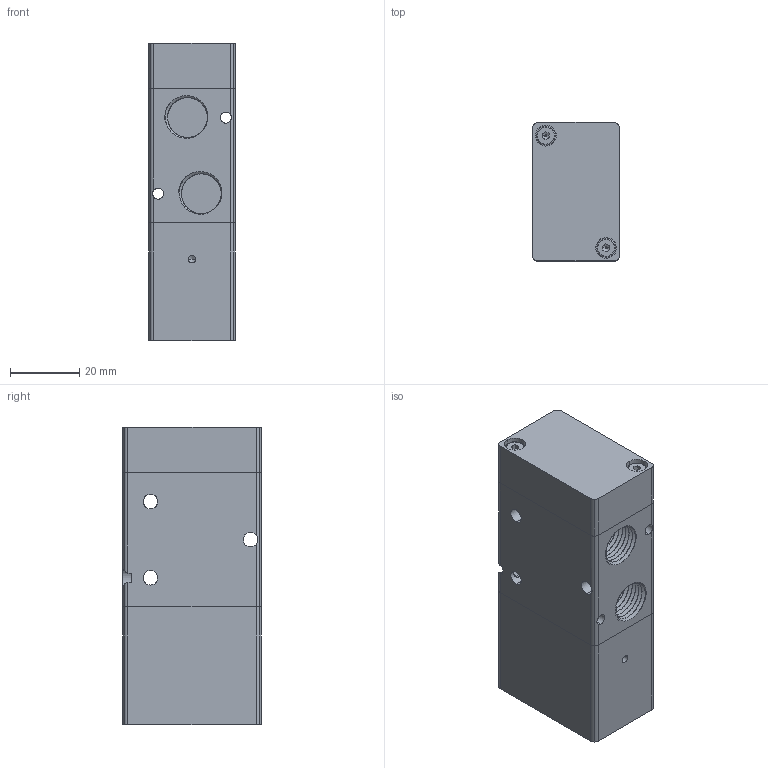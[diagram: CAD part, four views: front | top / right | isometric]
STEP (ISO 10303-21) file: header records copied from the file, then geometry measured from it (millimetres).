
FILE_DESCRIPTION((''),'2;1');
FILE_NAME('01_009_4.stp','2003-01-01T20:37:32',('Branislav Petkovic'),('AZ Pneumatica'),'AutoCAD STEP 2000i','AutoCAD 2000i','Via J. F. Kennedy, 26, 20020 Misinto (MI), ITALY');
FILE_SCHEMA(('CONFIG_CONTROL_DESIGN'));
Length unit declared in the file: millimetre
Products named in the file (7): 01_009_4; X22 PNEUMATIKA-OR; PART2; 322 TELO; PART1; X22 OPRUGA; PART2A
Assembly tree (6 placements, depth 3):
  01_009_4
    X22 PNEUMATIKA-OR
      PART2
    322 TELO
      PART1
    X22 OPRUGA
      PART2A
Bounding box: 25 x 40 x 85.8 mm (x, y, z)
Surface area: 22185.1 mm2 (no closed solid volume)
Topology: 0 solids, 3 shells, 360 faces, 1013 edges, 673 vertices
Faces by surface type: cylinder 256, plane 73, bspline 18, cone 13
Entity records: 26222 total; most frequent: CARTESIAN_POINT 17446, ORIENTED_EDGE 2022, DIRECTION 1502, EDGE_CURVE 1011, VERTEX_POINT 673, AXIS2_PLACEMENT_3D 568, EDGE_LOOP 390, B_SPLINE_CURVE_WITH_KNOTS 390
